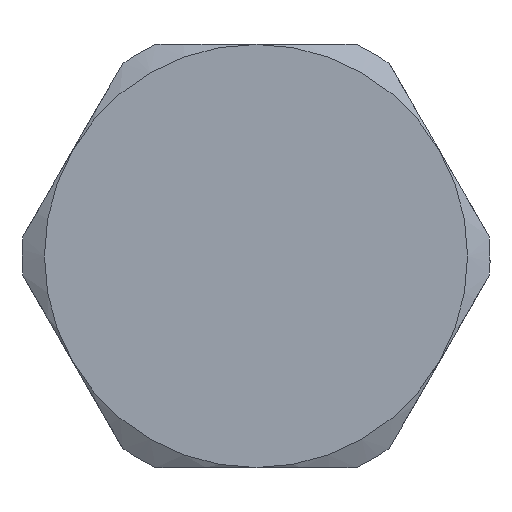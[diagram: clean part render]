
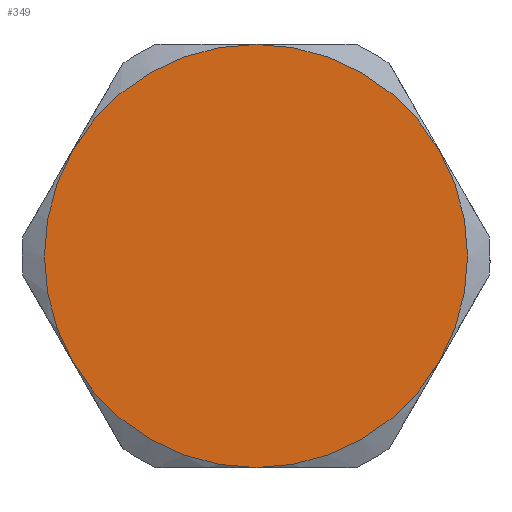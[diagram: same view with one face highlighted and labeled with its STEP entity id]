
A CAD part, front view. The second image highlights one B-rep face of the part: STEP entity #349.
In plain terms, the highlighted planar face has unit normal (0, -1, 0).
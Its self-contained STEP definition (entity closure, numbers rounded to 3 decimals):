
#124 = EDGE_CURVE ( 'NONE', #285, #284, #845, .T. ) ;
#128 = EDGE_CURVE ( 'NONE', #281, #285, #843, .T. ) ;
#132 = EDGE_CURVE ( 'NONE', #278, #281, #840, .T. ) ;
#136 = EDGE_CURVE ( 'NONE', #275, #278, #834, .T. ) ;
#140 = EDGE_CURVE ( 'NONE', #284, #272, #832, .T. ) ;
#142 = EDGE_CURVE ( 'NONE', #272, #275, #854, .T. ) ;
#173 = ORIENTED_EDGE ( 'NONE', *, *, #124, .T. ) ;
#209 = ORIENTED_EDGE ( 'NONE', *, *, #136, .T. ) ;
#214 = ORIENTED_EDGE ( 'NONE', *, *, #140, .T. ) ;
#219 = ORIENTED_EDGE ( 'NONE', *, *, #132, .T. ) ;
#220 = ORIENTED_EDGE ( 'NONE', *, *, #128, .T. ) ;
#255 = EDGE_LOOP ( 'NONE', ( #214, #334, #209, #219, #220, #173 ) ) ;
#272 = VERTEX_POINT ( 'NONE', #607 ) ;
#275 = VERTEX_POINT ( 'NONE', #610 ) ;
#278 = VERTEX_POINT ( 'NONE', #613 ) ;
#281 = VERTEX_POINT ( 'NONE', #616 ) ;
#284 = VERTEX_POINT ( 'NONE', #619 ) ;
#285 = VERTEX_POINT ( 'NONE', #620 ) ;
#334 = ORIENTED_EDGE ( 'NONE', *, *, #142, .T. ) ;
#349 = ADVANCED_FACE ( 'NONE', ( #838 ), #652, .T. ) ;
#394 = AXIS2_PLACEMENT_3D ( 'NONE', #498, #499, #500 ) ;
#396 = AXIS2_PLACEMENT_3D ( 'NONE', #517, #518, #519 ) ;
#398 = AXIS2_PLACEMENT_3D ( 'NONE', #535, #536, #537 ) ;
#400 = AXIS2_PLACEMENT_3D ( 'NONE', #555, #556, #557 ) ;
#402 = AXIS2_PLACEMENT_3D ( 'NONE', #573, #574, #575 ) ;
#403 = AXIS2_PLACEMENT_3D ( 'NONE', #584, #585, #586 ) ;
#412 = AXIS2_PLACEMENT_3D ( 'NONE', #654, #659, #660 ) ;
#498 = CARTESIAN_POINT ( 'NONE',  ( 0., 0., 0. ) ) ;
#499 = DIRECTION ( 'NONE',  ( 0., -1., 0. ) ) ;
#500 = DIRECTION ( 'NONE',  ( 0., 0., -1. ) ) ;
#517 = CARTESIAN_POINT ( 'NONE',  ( 0., 0., 0. ) ) ;
#518 = DIRECTION ( 'NONE',  ( 0., -1., 0. ) ) ;
#519 = DIRECTION ( 'NONE',  ( 0., 0., -1. ) ) ;
#535 = CARTESIAN_POINT ( 'NONE',  ( 0., 0., 0. ) ) ;
#536 = DIRECTION ( 'NONE',  ( 0., -1., 0. ) ) ;
#537 = DIRECTION ( 'NONE',  ( 0., 0., -1. ) ) ;
#555 = CARTESIAN_POINT ( 'NONE',  ( 0., 0., 0. ) ) ;
#556 = DIRECTION ( 'NONE',  ( 0., -1., 0. ) ) ;
#557 = DIRECTION ( 'NONE',  ( 0., 0., -1. ) ) ;
#573 = CARTESIAN_POINT ( 'NONE',  ( 0., 0., 0. ) ) ;
#574 = DIRECTION ( 'NONE',  ( 0., -1., 0. ) ) ;
#575 = DIRECTION ( 'NONE',  ( 0., 0., -1. ) ) ;
#584 = CARTESIAN_POINT ( 'NONE',  ( 0., 0., 0. ) ) ;
#585 = DIRECTION ( 'NONE',  ( 0., -1., 0. ) ) ;
#586 = DIRECTION ( 'NONE',  ( 0., 0., -1. ) ) ;
#607 = CARTESIAN_POINT ( 'NONE',  ( 6.928, 0., -4. ) ) ;
#610 = CARTESIAN_POINT ( 'NONE',  ( 6.928, 0., 4. ) ) ;
#613 = CARTESIAN_POINT ( 'NONE',  ( 0., 0., 8. ) ) ;
#616 = CARTESIAN_POINT ( 'NONE',  ( -6.928, 0., 4. ) ) ;
#619 = CARTESIAN_POINT ( 'NONE',  ( 0., 0., -8. ) ) ;
#620 = CARTESIAN_POINT ( 'NONE',  ( -6.928, 0., -4. ) ) ;
#652 = PLANE ( 'NONE',  #412 ) ;
#654 = CARTESIAN_POINT ( 'NONE',  ( 0., 0., 0. ) ) ;
#659 = DIRECTION ( 'NONE',  ( 0., -1., 0. ) ) ;
#660 = DIRECTION ( 'NONE',  ( 0., 0., -1. ) ) ;
#832 = CIRCLE ( 'NONE', #402, 8. ) ;
#834 = CIRCLE ( 'NONE', #400, 8. ) ;
#838 = FACE_OUTER_BOUND ( 'NONE', #255, .T. ) ;
#840 = CIRCLE ( 'NONE', #398, 8. ) ;
#843 = CIRCLE ( 'NONE', #396, 8. ) ;
#845 = CIRCLE ( 'NONE', #394, 8. ) ;
#854 = CIRCLE ( 'NONE', #403, 8. ) ;
